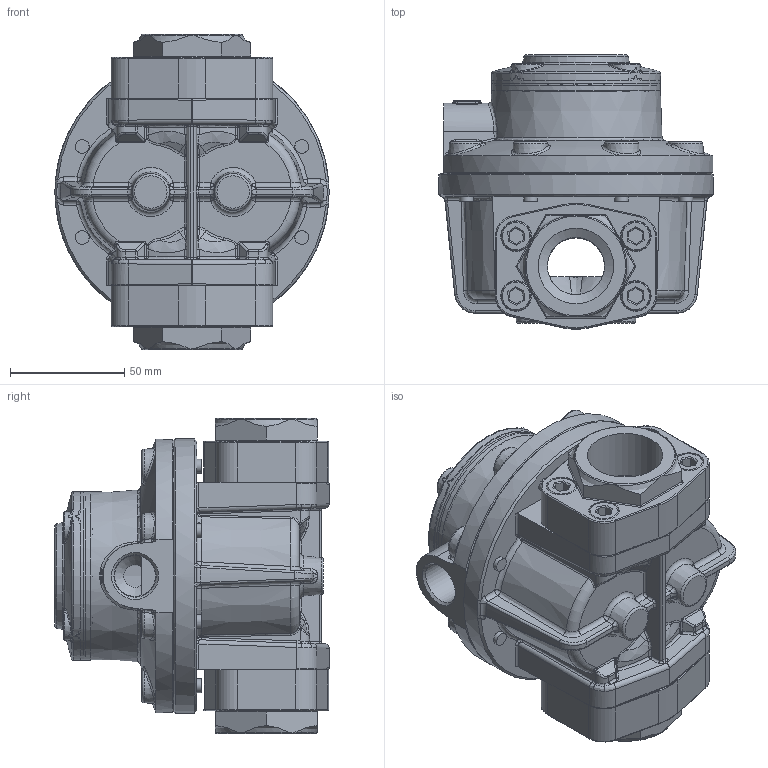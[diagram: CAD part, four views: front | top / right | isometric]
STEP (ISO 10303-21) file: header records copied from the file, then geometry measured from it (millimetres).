
FILE_DESCRIPTION( ( 'Unknown' ), '1' );
FILE_NAME( 'OM025A - Threaded.stp', 'Unknown', ( 'Unknown' ), ( 'Unknown' ), 'PSStep 11.0', 'Unknown', ' ' );
FILE_SCHEMA( ( 'AUTOMOTIVE_DESIGN { 1 0 10303 214 1 1 1 1 }' ) );
Length unit declared in the file: millimetre
Products named in the file (26): Assem1; 1306032 OM025 NON EX COVER; 130805105 M5 x 12 long Socket Head Cap Screw; 130805105 M5 x 12 long Socket Head Cap Screw-oa0; 130805105 M5 x 12 long Socket Head Cap Screw-oa1; 130805105 M5 x 12 long Socket Head Cap Screw-oa2; 1322092 1in BSPP SCREWED PORT AL; 1322092 1in BSPP SCREWED PORT AL-oa3; 130808110 M8x20 SS Sockt Hd Cap Screw; 130808110 M8x20 SS Sockt Hd Cap Screw-oa4; 130808110 M8x20 SS Sockt Hd Cap Screw-oa5; 130808110 M8x20 SS Sockt Hd Cap Screw-oa6; 130808110 M8x20 SS Sockt Hd Cap Screw-oa7; 130808110 M8x20 SS Sockt Hd Cap Screw-oa8; 130808110 M8x20 SS Sockt Hd Cap Screw-oa9; 130808110 M8x20 SS Sockt Hd Cap Screw-oa10; 130806112 M6x20 SS SHCS; 130806112 M6x20 SS SHCS-oa11; 130806112 M6x20 SS SHCS-oa12; 130806112 M6x20 SS SHCS-oa13; 130806112 M6x20 SS SHCS-oa14; 130806112 M6x20 SS SHCS-oa15; 130806112 M6x20 SS SHCS-oa16; 130806112 M6x20 SS SHCS-oa17; OM025A Meter Cap (for external use); OM025A Meter Body (for external use)
Bounding box: 120 x 120.08 x 138 mm (x, y, z)
Volume: 1183939.1 mm3; surface area: 332436.9 mm2
Topology: 50 solids, 50 shells, 2832 faces, 6472 edges, 3850 vertices
Faces by surface type: plane 914, bspline 692, cylinder 624, cone 280, torus 224, sphere 98
Full cylindrical faces by diameter (mm): 4.2 x8, 5 x24, 5.4 x8, 6 x16, 6.2 x16, 7 x16, 8 x16, 8.2 x16, 8.5 x8, 10 x26, 10.5 x16, 13 x16, 13.4 x16, 18 x2, 18.5 x2, 25 x8, 27.77 x4, 30 x2, 33.069 x4, 34.93 x4, 36 x2, 45 x2, 49 x2, 49.25 x2, 54 x2, 74 x2, 86.8 x2, 94 x2, 120 x2
Entity records: 72678 total; most frequent: CARTESIAN_POINT 32472, ORIENTED_EDGE 5754, DIRECTION 5683, EDGE_CURVE 2877, AXIS2_PLACEMENT_3D 2361, VERTEX_POINT 1830, EDGE_LOOP 1789, FACE_OUTER_BOUND 1564
